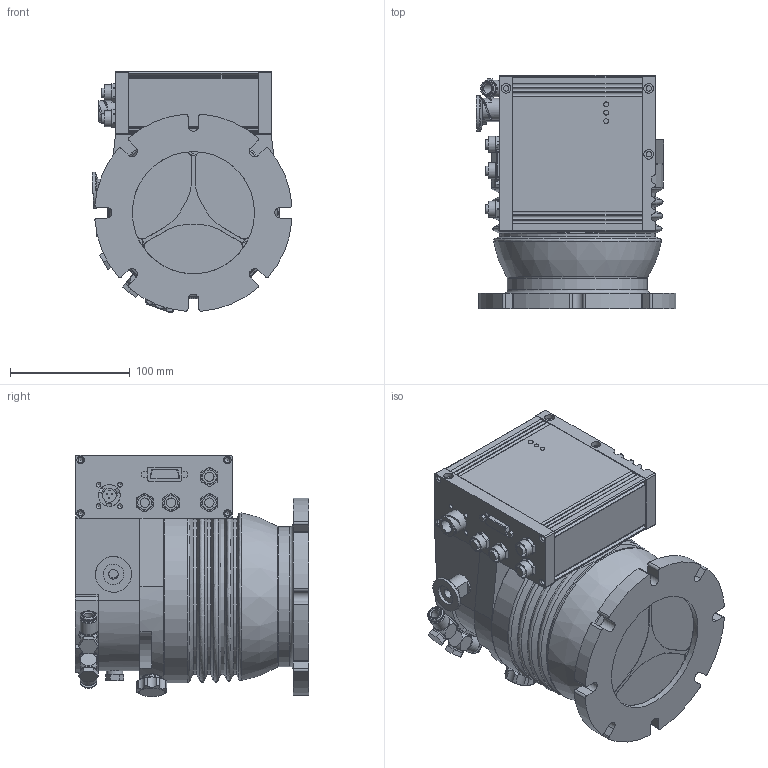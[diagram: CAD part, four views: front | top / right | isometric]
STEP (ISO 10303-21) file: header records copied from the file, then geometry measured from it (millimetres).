
FILE_DESCRIPTION((''),'2;1');
FILE_NAME('PM902007.stp','2007-08-27T14:34:25',('selzer-f'),(''),'Autodesk Inventor 11','Autodesk Inventor 11','');
FILE_SCHEMA(('AUTOMOTIVE_DESIGN { 1 0 10303 214 1 1 1 1 }'));
Length unit declared in the file: millimetre
Products named in the file (1): PM902007
Bounding box: 166.82 x 195 x 201.47 mm (x, y, z)
Volume: 3610836.6 mm3; surface area: 328246 mm2
Topology: 1 solids, 6 shells, 784 faces, 1938 edges, 1253 vertices
Faces by surface type: plane 334, cylinder 269, bspline 117, cone 49, torus 10, sphere 5
Full cylindrical faces by diameter (mm): 0.5 x1, 1 x3, 1.5 x1, 3.242 x4, 4.134 x8, 4.2 x6, 5 x2, 5.5 x8, 6.647 x5, 7.8 x4, 8 x2, 8.1 x1, 8.566 x2, 10 x7, 11.5 x5, 12 x2, 13.5 x4, 13.8 x4, 14 x8, 16.3 x1, 18 x2, 30 x1, 102 x1, 115 x1, 116.9 x1, 120 x2, 126.2 x2, 130 x4
Entity records: 25826 total; most frequent: CARTESIAN_POINT 8675, DIRECTION 3546, ORIENTED_EDGE 3298, EDGE_CURVE 1649, AXIS2_PLACEMENT_3D 1372, VERTEX_POINT 1165, EDGE_LOOP 1080, VECTOR 802
